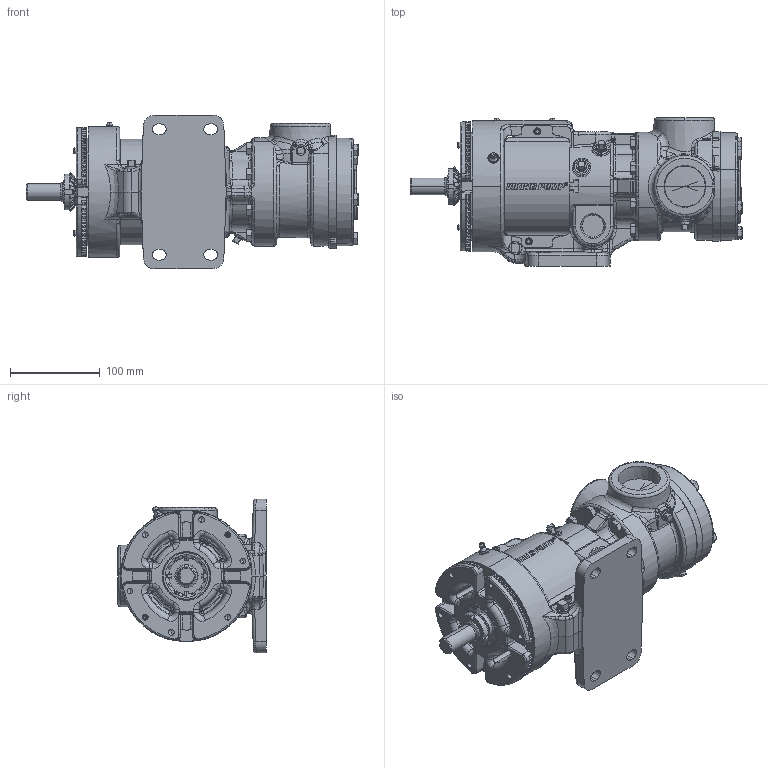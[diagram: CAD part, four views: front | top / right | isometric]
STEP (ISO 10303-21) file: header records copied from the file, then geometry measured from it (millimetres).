
FILE_DESCRIPTION (( 'STEP AP214' ), '1' );
FILE_NAME ('HV-4275.step', '2025-12-05T03:02:51', ( '' ), ( '' ), 'SwSTEP 2.0', 'SolidWorks 2024', '' );
FILE_SCHEMA (( 'AUTOMOTIVE_DESIGN' ));
Length unit declared in the file: inch
Products named in the file (1): HV-4275
Bounding box: 369.94 x 165.48 x 171.45 mm (x, y, z)
Volume: 3199511.9 mm3; surface area: 320890.2 mm2
Topology: 1 solids, 1 shells, 3884 faces, 9846 edges, 6112 vertices
Faces by surface type: plane 1235, bspline 1212, cylinder 768, cone 458, torus 129, sphere 82
Full cylindrical faces by diameter (mm): 114.351 x1
Entity records: 162357 total; most frequent: CARTESIAN_POINT 78584, ORIENTED_EDGE 19546, DIRECTION 14287, EDGE_CURVE 9773, VERTEX_POINT 6104, AXIS2_PLACEMENT_3D 5261, EDGE_LOOP 4111, FACE_OUTER_BOUND 3880
